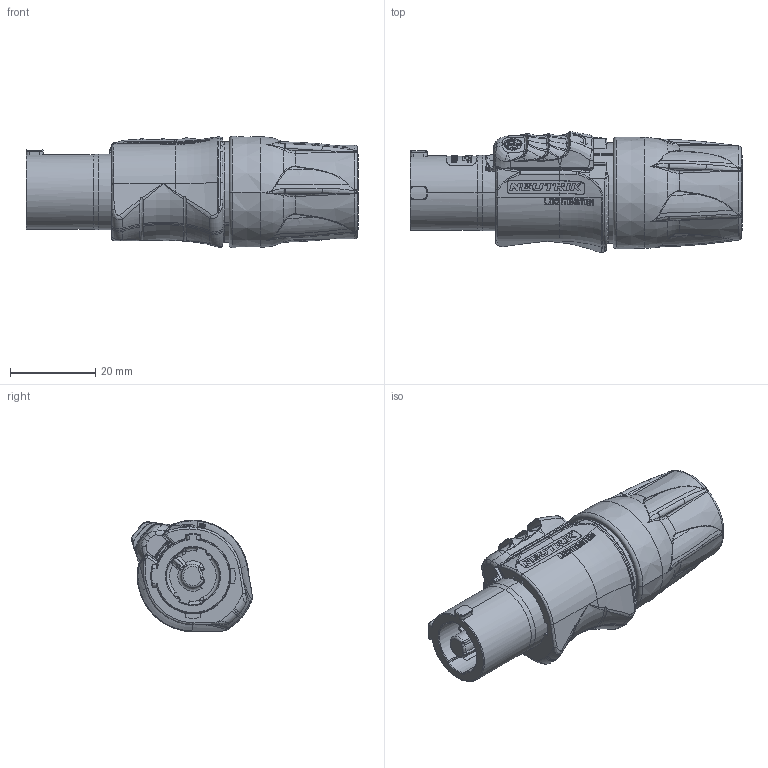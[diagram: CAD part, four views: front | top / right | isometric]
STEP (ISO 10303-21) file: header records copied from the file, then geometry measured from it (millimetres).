
FILE_DESCRIPTION((''),'2;1');
FILE_NAME('91206831','2019-02-28T',('odo'),(''),'CREO PARAMETRIC BY PTC INC, 2017020','CREO PARAMETRIC BY PTC INC, 2017020','');
FILE_SCHEMA(('CONFIG_CONTROL_DESIGN'));
Products named in the file (1): 91206831
Bounding box: 77.75 x 28.25 x 26.11 mm (x, y, z)
Volume: 28424.1 mm3; surface area: 9492.5 mm2
Topology: 1 solids, 6 shells, 1776 faces, 4535 edges, 2828 vertices
Faces by surface type: bspline 507, plane 406, extrusion 386, cylinder 249, torus 107, cone 102, sphere 19
Entity records: 78838 total; most frequent: CARTESIAN_POINT 40984, ORIENTED_EDGE 9070, DIRECTION 5843, EDGE_CURVE 4535, VERTEX_POINT 2828, B_SPLINE_CURVE_WITH_KNOTS 2374, AXIS2_PLACEMENT_3D 2027, EDGE_LOOP 1841
